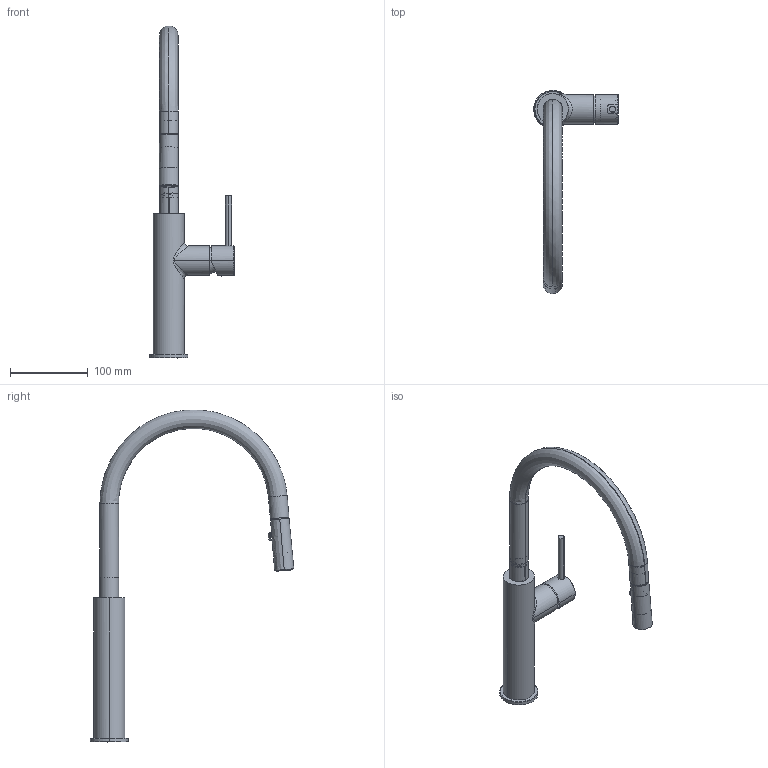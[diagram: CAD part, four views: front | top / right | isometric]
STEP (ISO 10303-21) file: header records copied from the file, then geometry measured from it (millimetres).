
FILE_DESCRIPTION(/* description */ (''),/* implementation_level */ '2;1');
FILE_NAME(/* name */ 'STEP - 133973601_2265801',/* time_stamp */ '2024-04-30T13:49:16+10:00',/* author */ (''),/* organization */ (''),/* preprocessor_version */ 'ST-DEVELOPER v16.5',/* originating_system */ 'Rhino 7.23',/* authorisation */ '');
FILE_SCHEMA (('AUTOMOTIVE_DESIGN'));
Length unit declared in the file: millimetre
Products named in the file (1): Document
Bounding box: 108.54 x 261.28 x 426.08 mm (x, y, z)
Volume: 144005.2 mm3; surface area: 232906.8 mm2
Topology: 24 solids, 48 shells, 1817 faces, 4785 edges, 3080 vertices
Faces by surface type: plane 715, cylinder 681, bspline 421
Entity records: 71932 total; most frequent: CARTESIAN_POINT 41265, ORIENTED_EDGE 9404, EDGE_CURVE 4756, B_SPLINE_CURVE_WITH_KNOTS 3192, VERTEX_POINT 3080, EDGE_LOOP 2020, ADVANCED_FACE 1817, FACE_OUTER_BOUND 1817
